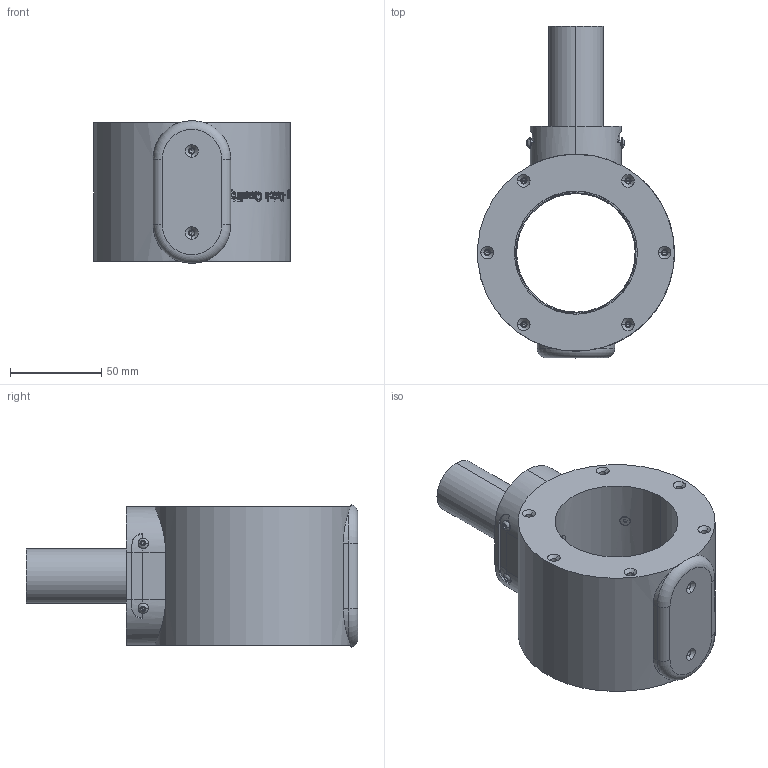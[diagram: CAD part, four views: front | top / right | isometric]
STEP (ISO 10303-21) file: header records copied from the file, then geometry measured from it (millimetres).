
FILE_DESCRIPTION (( 'STEP AP214' ), '1' );
FILE_NAME ('P-065-030-rev-B-ST.STEP', '2022-05-04T13:45:19', ( '' ), ( '' ), 'SwSTEP 2.0', 'SolidWorks 2021', '' );
FILE_SCHEMA (( 'AUTOMOTIVE_DESIGN' ));
Length unit declared in the file: millimetre
Products named in the file (1): P-065-030-rev-B-ST
Bounding box: 107.88 x 182.01 x 78.21 mm (x, y, z)
Volume: 528327.4 mm3; surface area: 67648 mm2
Topology: 1 solids, 5 shells, 827 faces, 2085 edges, 1318 vertices
Faces by surface type: bspline 391, cylinder 180, plane 128, cone 111, torus 9, sphere 8
Entity records: 62535 total; most frequent: CARTESIAN_POINT 43991, ORIENTED_EDGE 4102, EDGE_CURVE 2051, DIRECTION 1982, VERTEX_POINT 1318, B_SPLINE_CURVE_WITH_KNOTS 1253, EDGE_LOOP 913, ADVANCED_FACE 827
